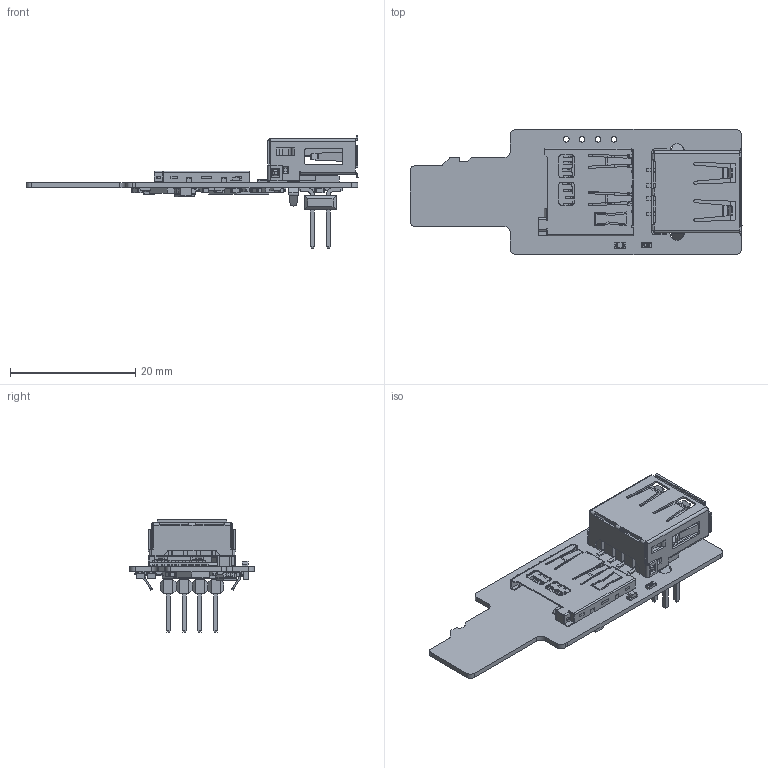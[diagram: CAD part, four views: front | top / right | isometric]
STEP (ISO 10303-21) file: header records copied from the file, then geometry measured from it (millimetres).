
FILE_DESCRIPTION(('Open CASCADE Model'),'2;1');
FILE_NAME('Open CASCADE Shape Model','2019-12-19T19:37:40',('Author'),( 'Open CASCADE'),'Open CASCADE STEP processor 6.8','Open CASCADE 6.8' ,'Unknown');
FILE_SCHEMA(('AUTOMOTIVE_DESIGN { 1 0 10303 214 1 1 1 1 }'));
Length unit declared in the file: millimetre
Products named in the file (110): PCB; BoardRES-001_AutoHAT_V2_SD_Adapter_Sub-Board_-_PCB; D2RES-001_AutoHAT_V2_SD_Adapter_Sub-Board_-_PCB; 745107688; Body; Open_CASCADE_STEP_translator_6.8_12.1.1; lead; D1RES-001_AutoHAT_V2_SD_Adapter_Sub-Board_-_PCB; C1RES-001_AutoHAT_V2_SD_Adapter_Sub-Board_-_PCB; User_Library-Chip_Capacitor_0603; C2RES-001_AutoHAT_V2_SD_Adapter_Sub-Board_-_PCB; C3RES-001_AutoHAT_V2_SD_Adapter_Sub-Board_-_PCB; 745110816; Extruded; 745110952; C4RES-001_AutoHAT_V2_SD_Adapter_Sub-Board_-_PCB; C5RES-001_AutoHAT_V2_SD_Adapter_Sub-Board_-_PCB; 745110408; 745110680; C6RES-001_AutoHAT_V2_SD_Adapter_Sub-Board_-_PCB; 745110544; C7RES-001_AutoHAT_V2_SD_Adapter_Sub-Board_-_PCB; C8RES-001_AutoHAT_V2_SD_Adapter_Sub-Board_-_PCB; C9RES-001_AutoHAT_V2_SD_Adapter_Sub-Board_-_PCB; 745111224; 745111088; C10RES-001_AutoHAT_V2_SD_Adapter_Sub-Board_-_PCB; C11RES-001_AutoHAT_V2_SD_Adapter_Sub-Board_-_PCB; C12RES-001_AutoHAT_V2_SD_Adapter_Sub-Board_-_PCB; C13RES-001_AutoHAT_V2_SD_Adapter_Sub-Board_-_PCB; C14RES-001_AutoHAT_V2_SD_Adapter_Sub-Board_-_PCB; C15RES-001_AutoHAT_V2_SD_Adapter_Sub-Board_-_PCB; C16RES-001_AutoHAT_V2_SD_Adapter_Sub-Board_-_PCB; C17RES-001_AutoHAT_V2_SD_Adapter_Sub-Board_-_PCB; C18RES-001_AutoHAT_V2_SD_Adapter_Sub-Board_-_PCB; C19RES-001_AutoHAT_V2_SD_Adapter_Sub-Board_-_PCB; C20RES-001_AutoHAT_V2_SD_Adapter_Sub-Board_-_PCB; C21RES-001_AutoHAT_V2_SD_Adapter_Sub-Board_-_PCB; FB1RES-001_AutoHAT_V2_SD_Adapter_Sub-Board_-_PCB; User_Library-Chip_Inductor ...
Assembly tree (227 placements, depth 5):
  PCB
    BoardRES-001_AutoHAT_V2_SD_Adapter_Sub-Board_-_PCB
    D2RES-001_AutoHAT_V2_SD_Adapter_Sub-Board_-_PCB
      745107688
        Body
          Open_CASCADE_STEP_translator_6.8_12.1.1
        lead  x2
    D1RES-001_AutoHAT_V2_SD_Adapter_Sub-Board_-_PCB
      745107688
        Body
          Open_CASCADE_STEP_translator_6.8_12.1.1
        lead  x2
    C1RES-001_AutoHAT_V2_SD_Adapter_Sub-Board_-_PCB
      User_Library-Chip_Capacitor_0603
    C2RES-001_AutoHAT_V2_SD_Adapter_Sub-Board_-_PCB
      User_Library-Chip_Capacitor_0603
    C3RES-001_AutoHAT_V2_SD_Adapter_Sub-Board_-_PCB
      745110816
        Extruded
      745110952  x2
        Extruded
    C4RES-001_AutoHAT_V2_SD_Adapter_Sub-Board_-_PCB
      User_Library-Chip_Capacitor_0603
    C5RES-001_AutoHAT_V2_SD_Adapter_Sub-Board_-_PCB
      745110408
        Extruded
      745110680  x2
        Extruded
    C6RES-001_AutoHAT_V2_SD_Adapter_Sub-Board_-_PCB
      745110408
        Extruded
      745110544
        Extruded
      745110680
        Extruded
    C7RES-001_AutoHAT_V2_SD_Adapter_Sub-Board_-_PCB
      User_Library-Chip_Capacitor_0603
    C8RES-001_AutoHAT_V2_SD_Adapter_Sub-Board_-_PCB
      745110408
        Extruded
      745110544
        Extruded
      745110680
        Extruded
    C9RES-001_AutoHAT_V2_SD_Adapter_Sub-Board_-_PCB
      745110408
        Extruded
      745111224
        Extruded
      745111088
        Extruded
    C10RES-001_AutoHAT_V2_SD_Adapter_Sub-Board_-_PCB
      745110408
        Extruded
      745111224  x2
        Extruded
    C11RES-001_AutoHAT_V2_SD_Adapter_Sub-Board_-_PCB
      User_Library-Chip_Capacitor_0603
    C12RES-001_AutoHAT_V2_SD_Adapter_Sub-Board_-_PCB
      745110816
Bounding box: 53.05 x 20 x 17.94 mm (x, y, z)
Volume: 1693.8 mm3; surface area: 6108 mm2
Topology: 161 solids, 162 shells, 4018 faces, 10152 edges, 6464 vertices
Faces by surface type: plane 3008, cylinder 855, sphere 88, bspline 65, torus 2
Full cylindrical faces by diameter (mm): 0.3 x4, 0.75 x2, 0.894 x1, 0.9 x4, 2.3 x2
Entity records: 77183 total; most frequent: CARTESIAN_POINT 15626, ORIENTED_EDGE 10159, DIRECTION 9946, EDGE_CURVE 5080, LINE 4192, VECTOR 4192, VERTEX_POINT 3242, AXIS2_PLACEMENT_3D 2877
